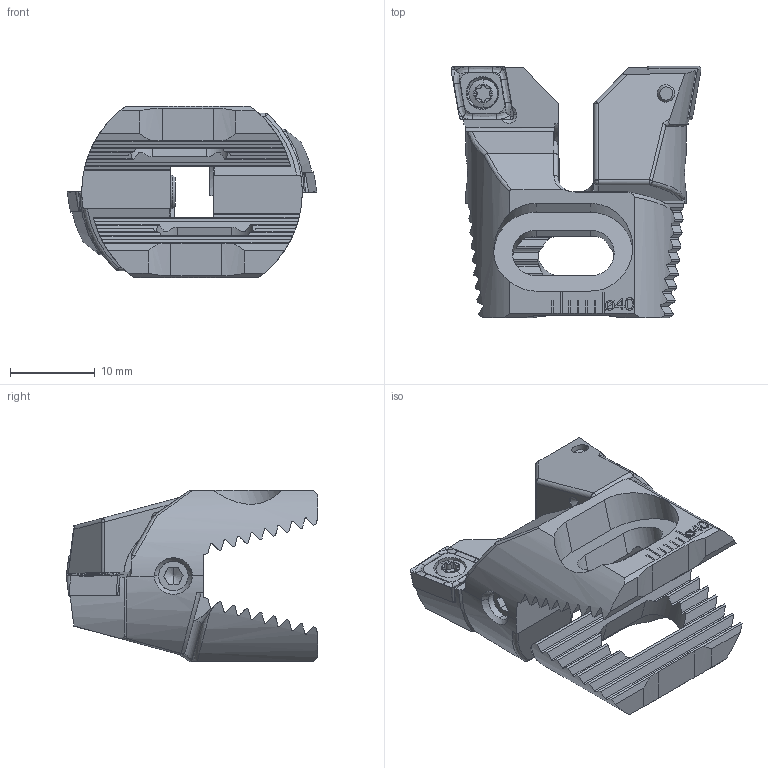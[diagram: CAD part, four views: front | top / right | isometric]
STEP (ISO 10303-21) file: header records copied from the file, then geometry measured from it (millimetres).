
FILE_DESCRIPTION (( 'STEP AP214' ), '1' );
FILE_NAME ('D14.025.031.006.STEP', '2015-10-05T06:54:44', ( 'SWIAdmin' ), ( 'Hewlett-Packard Company' ), 'SwSTEP 2.0', 'SolidWorks 2015', '' );
FILE_SCHEMA (( 'AUTOMOTIVE_DESIGN' ));
Length unit declared in the file: millimetre
Products named in the file (5): Z25-ER3.001.010_A; CCMT060204; WCA-ER2.001.006_A; ZC2-xxx.001.016_A; D14.025.031.006
Assembly tree (8 placements, depth 2):
  D14.025.031.006
    ZC2-xxx.001.016_A  x2
    WCA-ER2.001.006_A  x2
    CCMT060204  x2
    Z25-ER3.001.010_A  x2
Bounding box: 29.5 x 29.7 x 20.2 mm (x, y, z)
Volume: 5259 mm3; surface area: 4807.5 mm2
Topology: 8 solids, 8 shells, 626 faces, 1652 edges, 1042 vertices
Faces by surface type: plane 310, cylinder 138, bspline 80, cone 66, sphere 16, torus 16
Entity records: 12237 total; most frequent: CARTESIAN_POINT 4398, ORIENTED_EDGE 1636, DIRECTION 1265, EDGE_CURVE 818, VERTEX_POINT 521, AXIS2_PLACEMENT_3D 424, VECTOR 417, LINE 417
